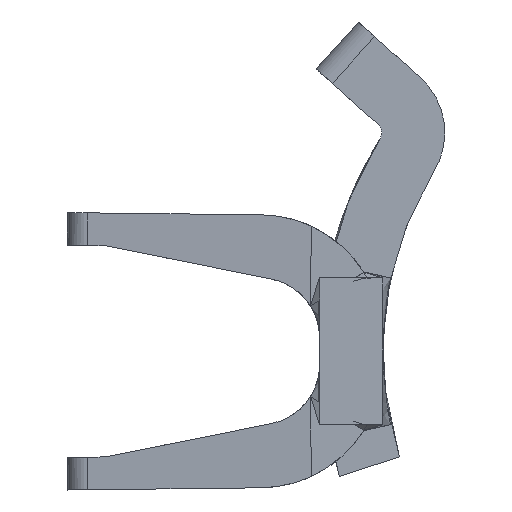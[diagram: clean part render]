
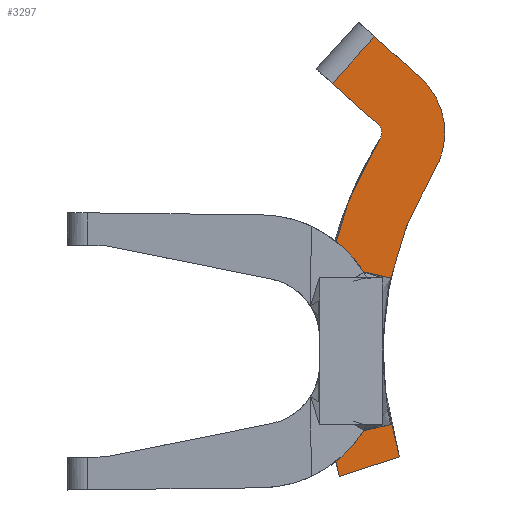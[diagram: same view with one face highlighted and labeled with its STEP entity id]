
A CAD part, left-side view. The second image highlights one B-rep face of the part: STEP entity #3297.
In plain terms, the highlighted planar face has unit normal (-1, 0, 0).
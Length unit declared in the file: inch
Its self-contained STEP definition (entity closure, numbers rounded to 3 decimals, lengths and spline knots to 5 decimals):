
#54 = VERTEX_POINT ( 'NONE', #2592 ) ;
#177 = DIRECTION ( 'NONE',  ( 0., 0., -1. ) ) ;
#229 = CARTESIAN_POINT ( 'NONE',  ( -1.035, 0.36018, 0.24626 ) ) ;
#248 = PLANE ( 'NONE',  #4220 ) ;
#292 = ORIENTED_EDGE ( 'NONE', *, *, #1088, .F. ) ;
#311 = CARTESIAN_POINT ( 'NONE',  ( -1.035, 0.32137, 0.28937 ) ) ;
#427 = DIRECTION ( 'NONE',  ( 1., 0., 0. ) ) ;
#520 = CARTESIAN_POINT ( 'NONE',  ( -1.035, 0., 0. ) ) ;
#543 = EDGE_CURVE ( 'NONE', #2296, #5897, #702, .T. ) ;
#663 = DIRECTION ( 'NONE',  ( 0., -0.743, -0.669 ) ) ;
#702 = CIRCLE ( 'NONE', #4461, 0.068 ) ;
#774 = DIRECTION ( 'NONE',  ( 0., 0., 1. ) ) ;
#952 = ORIENTED_EDGE ( 'NONE', *, *, #5868, .T. ) ;
#1050 = DIRECTION ( 'NONE',  ( 0., 0., -1. ) ) ;
#1088 = EDGE_CURVE ( 'NONE', #54, #2690, #6485, .T. ) ;
#1191 = DIRECTION ( 'NONE',  ( 0., 0.743, 0.669 ) ) ;
#1643 = VECTOR ( 'NONE', #6392, 39.37008 ) ;
#1713 = CARTESIAN_POINT ( 'NONE',  ( -1.035, 0.33624, 0.30275 ) ) ;
#1737 = AXIS2_PLACEMENT_3D ( 'NONE', #520, #4209, #1050 ) ;
#1901 = CARTESIAN_POINT ( 'NONE',  ( -1.035, 0.32485, 0.20099 ) ) ;
#2296 = VERTEX_POINT ( 'NONE', #4205 ) ;
#2334 = ORIENTED_EDGE ( 'NONE', *, *, #543, .T. ) ;
#2347 = EDGE_CURVE ( 'NONE', #54, #4838, #4431, .T. ) ;
#2421 = DIRECTION ( 'NONE',  ( 0., 0., 1. ) ) ;
#2592 = CARTESIAN_POINT ( 'NONE',  ( -1.035, 0.35379, -0.11495 ) ) ;
#2690 = VERTEX_POINT ( 'NONE', #3664 ) ;
#2707 = CARTESIAN_POINT ( 'NONE',  ( -1.035, 0.35379, -0.11495 ) ) ;
#2749 = ORIENTED_EDGE ( 'NONE', *, *, #2347, .T. ) ;
#2874 = CARTESIAN_POINT ( 'NONE',  ( -1.035, 0., 0. ) ) ;
#2893 = ORIENTED_EDGE ( 'NONE', *, *, #6437, .F. ) ;
#3060 = ORIENTED_EDGE ( 'NONE', *, *, #5620, .F. ) ;
#3293 = CARTESIAN_POINT ( 'NONE',  ( -1.035, 0.29863, -0.09703 ) ) ;
#3297 = ADVANCED_FACE ( 'NONE', ( #3943 ), #248, .T. ) ;
#3347 = DIRECTION ( 'NONE',  ( 1., 0., 0. ) ) ;
#3390 = CARTESIAN_POINT ( 'NONE',  ( -1.035, 0.31816, 0.20842 ) ) ;
#3451 = ORIENTED_EDGE ( 'NONE', *, *, #6647, .T. ) ;
#3474 = CARTESIAN_POINT ( 'NONE',  ( -1.035, 0.32137, 0.28937 ) ) ;
#3595 = CARTESIAN_POINT ( 'NONE',  ( -1.035, 0.32485, 0.20099 ) ) ;
#3664 = CARTESIAN_POINT ( 'NONE',  ( -1.035, 0.31634, 0.19573 ) ) ;
#3697 = VECTOR ( 'NONE', #663, 39.37008 ) ;
#3919 = VECTOR ( 'NONE', #1191, 39.37008 ) ;
#3943 = FACE_OUTER_BOUND ( 'NONE', #4161, .T. ) ;
#3952 = DIRECTION ( 'NONE',  ( -1., 0., 0. ) ) ;
#3971 = EDGE_CURVE ( 'NONE', #4838, #2296, #5860, .T. ) ;
#3999 = DIRECTION ( 'NONE',  ( 0., 0.669, -0.743 ) ) ;
#4051 = VERTEX_POINT ( 'NONE', #3390 ) ;
#4076 = LINE ( 'NONE', #6484, #3919 ) ;
#4124 = DIRECTION ( 'NONE',  ( 0., 0., 1. ) ) ;
#4161 = EDGE_LOOP ( 'NONE', ( #3060, #952, #2893, #3451, #292, #2749, #6391, #2334 ) ) ;
#4205 = CARTESIAN_POINT ( 'NONE',  ( -1.035, 0.26702, 0.16521 ) ) ;
#4209 = DIRECTION ( 'NONE',  ( 1., 0., 0. ) ) ;
#4220 = AXIS2_PLACEMENT_3D ( 'NONE', #2874, #3952, #774 ) ;
#4431 = LINE ( 'NONE', #2707, #1643 ) ;
#4461 = AXIS2_PLACEMENT_3D ( 'NONE', #1901, #5579, #2421 ) ;
#4485 = CIRCLE ( 'NONE', #4896, 0.01 ) ;
#4498 = LINE ( 'NONE', #1713, #3697 ) ;
#4585 = LINE ( 'NONE', #3474, #5657 ) ;
#4838 = VERTEX_POINT ( 'NONE', #3293 ) ;
#4896 = AXIS2_PLACEMENT_3D ( 'NONE', #3595, #427, #4124 ) ;
#4934 = VERTEX_POINT ( 'NONE', #311 ) ;
#5579 = DIRECTION ( 'NONE',  ( -1., 0., 0. ) ) ;
#5617 = CARTESIAN_POINT ( 'NONE',  ( -1.035, 0.27935, 0.25153 ) ) ;
#5620 = EDGE_CURVE ( 'NONE', #4934, #5897, #4498, .T. ) ;
#5657 = VECTOR ( 'NONE', #3999, 39.37008 ) ;
#5860 = CIRCLE ( 'NONE', #6792, 0.314 ) ;
#5868 = EDGE_CURVE ( 'NONE', #4934, #6511, #4585, .T. ) ;
#5897 = VERTEX_POINT ( 'NONE', #5617 ) ;
#6391 = ORIENTED_EDGE ( 'NONE', *, *, #3971, .T. ) ;
#6392 = DIRECTION ( 'NONE',  ( 0., -0.951, 0.309 ) ) ;
#6437 = EDGE_CURVE ( 'NONE', #4051, #6511, #4076, .T. ) ;
#6484 = CARTESIAN_POINT ( 'NONE',  ( -1.035, 0.31188, 0.20277 ) ) ;
#6485 = CIRCLE ( 'NONE', #1737, 0.372 ) ;
#6510 = CARTESIAN_POINT ( 'NONE',  ( -1.035, 0., 0. ) ) ;
#6511 = VERTEX_POINT ( 'NONE', #229 ) ;
#6647 = EDGE_CURVE ( 'NONE', #4051, #2690, #4485, .T. ) ;
#6792 = AXIS2_PLACEMENT_3D ( 'NONE', #6510, #3347, #177 ) ;
